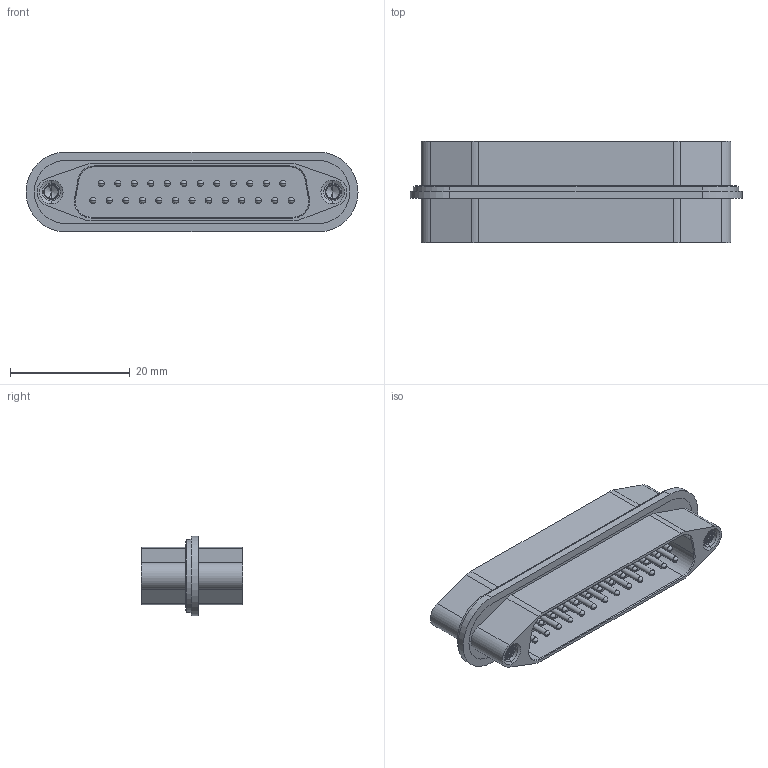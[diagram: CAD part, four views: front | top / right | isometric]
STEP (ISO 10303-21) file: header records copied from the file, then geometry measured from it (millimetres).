
FILE_DESCRIPTION (( 'STEP AP214' ), '1' );
FILE_NAME ('911-00008-25.STEP', '2024-01-15T18:33:55', ( '' ), ( '' ), 'SwSTEP 2.0', 'SolidWorks 2020', '' );
FILE_SCHEMA (( 'AUTOMOTIVE_DESIGN' ));
Length unit declared in the file: inch
Products named in the file (1): 911-00008-25
Bounding box: 55.5 x 17.02 x 13.36 mm (x, y, z)
Volume: 3919.6 mm3; surface area: 5608.5 mm2
Topology: 1 solids, 1 shells, 513 faces, 1404 edges, 846 vertices
Faces by surface type: cylinder 178, bspline 128, sphere 100, plane 83, cone 24
Entity records: 41221 total; most frequent: CARTESIAN_POINT 23668, ORIENTED_EDGE 2392, DIRECTION 1954, EDGE_CURVE 1196, AXIS2_PLACEMENT_3D 772, VERTEX_POINT 746, EDGE_LOOP 574, UNCERTAINTY_MEASURE_WITH_UNIT 516
